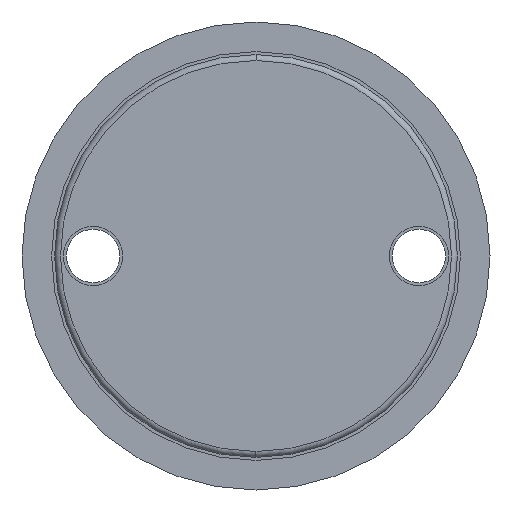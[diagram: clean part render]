
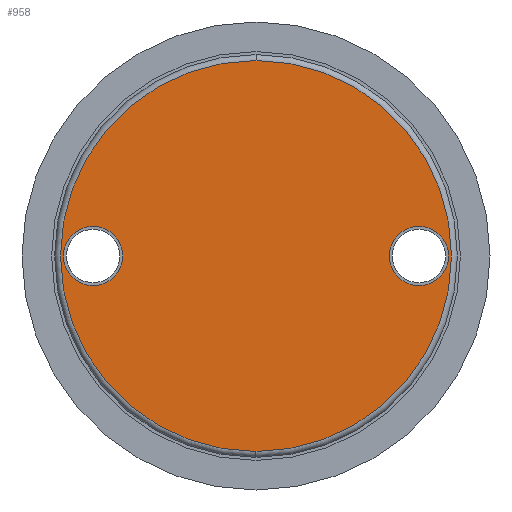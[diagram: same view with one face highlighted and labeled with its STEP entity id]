
A CAD part, front view. The second image highlights one B-rep face of the part: STEP entity #958.
In plain terms, the highlighted planar face has unit normal (0, -1, 0).
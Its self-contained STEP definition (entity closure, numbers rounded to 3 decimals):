
#5 = CIRCLE ( 'NONE', #2389, 5. ) ;
#79 = EDGE_CURVE ( 'NONE', #2448, #4145, #3139, .T. ) ;
#319 = EDGE_CURVE ( 'NONE', #2851, #2924, #1987, .T. ) ;
#344 = AXIS2_PLACEMENT_3D ( 'NONE', #996, #3300, #697 ) ;
#400 = EDGE_CURVE ( 'NONE', #4145, #2448, #3275, .T. ) ;
#423 = EDGE_CURVE ( 'NONE', #2924, #2851, #5, .T. ) ;
#503 = DIRECTION ( 'NONE',  ( 0., -1., 0. ) ) ;
#597 = ORIENTED_EDGE ( 'NONE', *, *, #319, .F. ) ;
#636 = EDGE_CURVE ( 'NONE', #3113, #3741, #2326, .T. ) ;
#697 = DIRECTION ( 'NONE',  ( 0., 0., -1. ) ) ;
#807 = CARTESIAN_POINT ( 'NONE',  ( -33.366, 0., -33. ) ) ;
#855 = ORIENTED_EDGE ( 'NONE', *, *, #400, .T. ) ;
#865 = CARTESIAN_POINT ( 'NONE',  ( 0., 0., -33. ) ) ;
#958 = ADVANCED_FACE ( 'NONE', ( #2750, #1846, #4036 ), #3725, .T. ) ;
#996 = CARTESIAN_POINT ( 'NONE',  ( -27.5, 0., 0. ) ) ;
#1027 = ORIENTED_EDGE ( 'NONE', *, *, #1472, .T. ) ;
#1061 = CARTESIAN_POINT ( 'NONE',  ( -27.5, 0., 0. ) ) ;
#1150 = DIRECTION ( 'NONE',  ( 1., 0., 0. ) ) ;
#1234 = DIRECTION ( 'NONE',  ( 0., 0., -1. ) ) ;
#1311 = AXIS2_PLACEMENT_3D ( 'NONE', #4020, #2386, #3671 ) ;
#1352 = CARTESIAN_POINT ( 'NONE',  ( 27.5, 0., -5. ) ) ;
#1430 = EDGE_LOOP ( 'NONE', ( #3306, #597 ) ) ;
#1472 = EDGE_CURVE ( 'NONE', #3741, #3113, #3153, .T. ) ;
#1494 = CARTESIAN_POINT ( 'NONE',  ( -27.5, 0., 5. ) ) ;
#1660 = EDGE_LOOP ( 'NONE', ( #1027, #3345 ) ) ;
#1752 = CARTESIAN_POINT ( 'NONE',  ( 0., 0., 33. ) ) ;
#1845 = AXIS2_PLACEMENT_3D ( 'NONE', #2857, #503, #4144 ) ;
#1846 = FACE_BOUND ( 'NONE', #1660, .T. ) ;
#1866 = CARTESIAN_POINT ( 'NONE',  ( -27.5, 0., -5. ) ) ;
#1987 = CIRCLE ( 'NONE', #1311, 5. ) ;
#2326 = CIRCLE ( 'NONE', #344, 5. ) ;
#2354 = DIRECTION ( 'NONE',  ( 0., 0., -1. ) ) ;
#2386 = DIRECTION ( 'NONE',  ( 0., -1., 0. ) ) ;
#2389 = AXIS2_PLACEMENT_3D ( 'NONE', #2791, #3125, #1234 ) ;
#2448 = VERTEX_POINT ( 'NONE', #865 ) ;
#2712 = EDGE_LOOP ( 'NONE', ( #855, #3066 ) ) ;
#2750 = FACE_OUTER_BOUND ( 'NONE', #2712, .T. ) ;
#2755 = AXIS2_PLACEMENT_3D ( 'NONE', #807, #4058, #1150 ) ;
#2791 = CARTESIAN_POINT ( 'NONE',  ( 27.5, 0., 0. ) ) ;
#2842 = CARTESIAN_POINT ( 'NONE',  ( 0., 0., 0. ) ) ;
#2851 = VERTEX_POINT ( 'NONE', #1352 ) ;
#2857 = CARTESIAN_POINT ( 'NONE',  ( 0., 0., 0. ) ) ;
#2924 = VERTEX_POINT ( 'NONE', #3401 ) ;
#3004 = DIRECTION ( 'NONE',  ( 0., 1., 0. ) ) ;
#3066 = ORIENTED_EDGE ( 'NONE', *, *, #79, .T. ) ;
#3113 = VERTEX_POINT ( 'NONE', #1866 ) ;
#3125 = DIRECTION ( 'NONE',  ( 0., -1., 0. ) ) ;
#3139 = CIRCLE ( 'NONE', #3815, 33. ) ;
#3153 = CIRCLE ( 'NONE', #3628, 5. ) ;
#3199 = DIRECTION ( 'NONE',  ( 0., 0., 1. ) ) ;
#3275 = CIRCLE ( 'NONE', #1845, 33. ) ;
#3300 = DIRECTION ( 'NONE',  ( 0., 1., 0. ) ) ;
#3306 = ORIENTED_EDGE ( 'NONE', *, *, #423, .F. ) ;
#3345 = ORIENTED_EDGE ( 'NONE', *, *, #636, .T. ) ;
#3401 = CARTESIAN_POINT ( 'NONE',  ( 27.5, 0., 5. ) ) ;
#3628 = AXIS2_PLACEMENT_3D ( 'NONE', #1061, #3004, #2354 ) ;
#3671 = DIRECTION ( 'NONE',  ( 0., 0., -1. ) ) ;
#3725 = PLANE ( 'NONE',  #2755 ) ;
#3741 = VERTEX_POINT ( 'NONE', #1494 ) ;
#3815 = AXIS2_PLACEMENT_3D ( 'NONE', #2842, #3857, #3199 ) ;
#3857 = DIRECTION ( 'NONE',  ( 0., -1., 0. ) ) ;
#4020 = CARTESIAN_POINT ( 'NONE',  ( 27.5, 0., 0. ) ) ;
#4036 = FACE_BOUND ( 'NONE', #1430, .T. ) ;
#4058 = DIRECTION ( 'NONE',  ( 0., -1., 0. ) ) ;
#4144 = DIRECTION ( 'NONE',  ( 0., 0., 1. ) ) ;
#4145 = VERTEX_POINT ( 'NONE', #1752 ) ;
